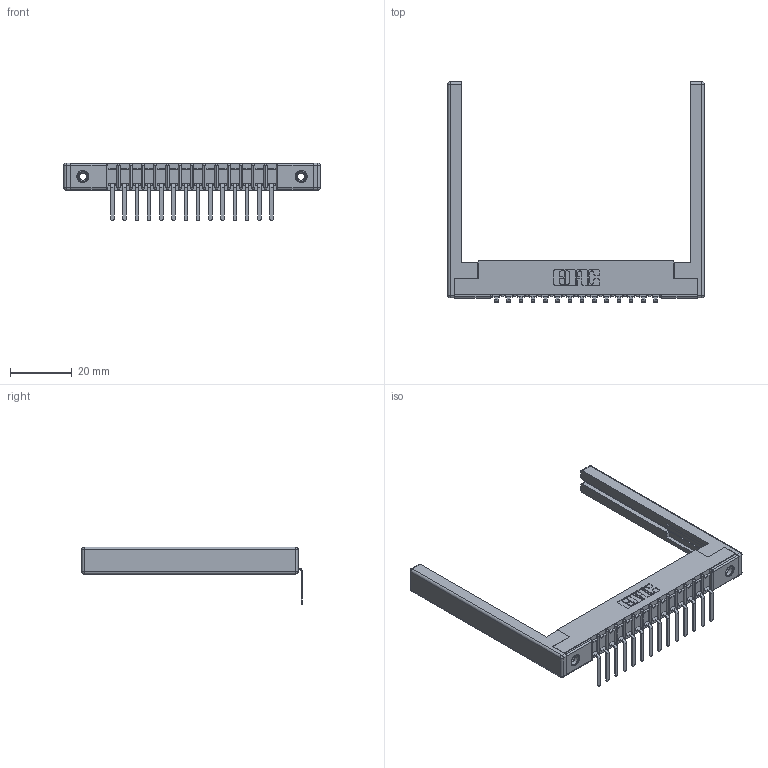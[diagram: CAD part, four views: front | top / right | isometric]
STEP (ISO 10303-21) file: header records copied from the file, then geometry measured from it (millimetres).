
FILE_DESCRIPTION (( 'STEP AP203' ), '1' );
FILE_NAME ('357-014-457-168.STEP', '2020-09-30T16:35:03', ( '' ), ( '' ), 'SwSTEP 2.0', 'SolidWorks 2020', '' );
FILE_SCHEMA (( 'CONFIG_CONTROL_DESIGN' ));
Length unit declared in the file: inch
Products named in the file (5): 307 Part_.156 Dia Mounting Holes; 307-290-002_557; 307-220-068; 345-250-001_345-250-001-102; 357-014-457-168
Assembly tree (19 placements, depth 2):
  357-014-457-168
    307 Part_.156 Dia Mounting Holes
    307-290-002_557  x14
    307-220-068  x2
    345-250-001_345-250-001-102  x2
Bounding box: 82.91 x 71.29 x 18.67 mm (x, y, z)
Volume: 10065.7 mm3; surface area: 13822.6 mm2
Topology: 19 solids, 19 shells, 1379 faces, 4129 edges, 2690 vertices
Faces by surface type: plane 816, cylinder 509, sphere 38, cone 12, torus 4
Entity records: 19067 total; most frequent: CARTESIAN_POINT 3177, ORIENTED_EDGE 3156, DIRECTION 3118, EDGE_CURVE 1578, VECTOR 1192, LINE 1192, VERTEX_POINT 1022, AXIS2_PLACEMENT_3D 963
